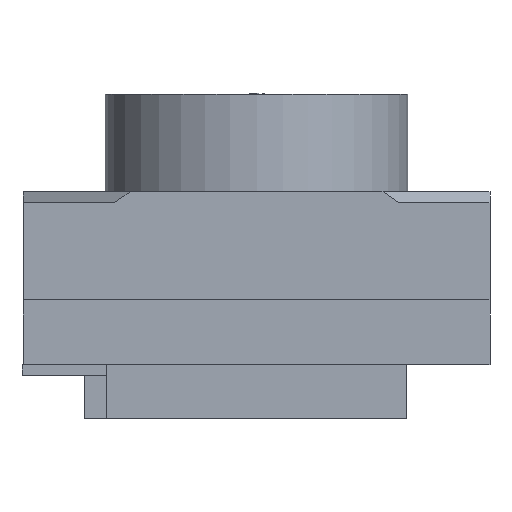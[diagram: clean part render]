
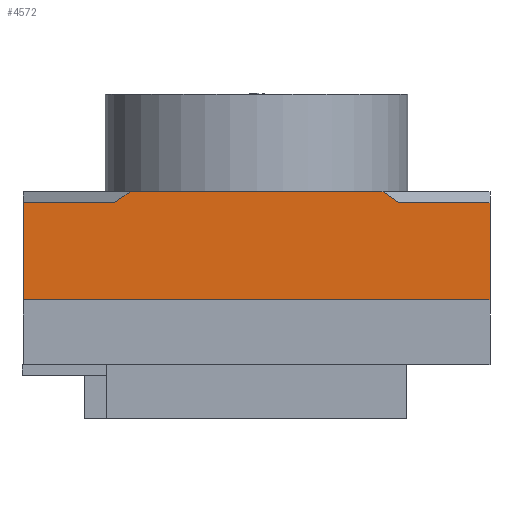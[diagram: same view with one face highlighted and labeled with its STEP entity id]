
A CAD part, front view. The second image highlights one B-rep face of the part: STEP entity #4572.
In plain terms, the highlighted planar face has unit normal (0, -1, 0).
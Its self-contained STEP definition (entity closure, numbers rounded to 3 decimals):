
#612=FACE_OUTER_BOUND('',#891,.T.);
#891=EDGE_LOOP('',(#4105,#4106,#4107,#4108,#4109,#4110,#4111,#4112));
#1331=LINE('',#8395,#1792);
#1333=LINE('',#8399,#1794);
#1334=LINE('',#8401,#1795);
#1335=LINE('',#8403,#1796);
#1336=LINE('',#8405,#1797);
#1337=LINE('',#8407,#1798);
#1338=LINE('',#8409,#1799);
#1339=LINE('',#8410,#1800);
#1792=VECTOR('',#5614,10.);
#1794=VECTOR('',#5618,10.);
#1795=VECTOR('',#5619,10.);
#1796=VECTOR('',#5620,10.);
#1797=VECTOR('',#5621,10.);
#1798=VECTOR('',#5622,10.);
#1799=VECTOR('',#5623,10.);
#1800=VECTOR('',#5624,10.);
#2231=VERTEX_POINT('',#8392);
#2232=VERTEX_POINT('',#8394);
#2233=VERTEX_POINT('',#8398);
#2234=VERTEX_POINT('',#8400);
#2235=VERTEX_POINT('',#8402);
#2236=VERTEX_POINT('',#8404);
#2237=VERTEX_POINT('',#8406);
#2238=VERTEX_POINT('',#8408);
#2859=EDGE_CURVE('',#2231,#2232,#1331,.T.);
#2861=EDGE_CURVE('',#2233,#2231,#1333,.T.);
#2862=EDGE_CURVE('',#2234,#2233,#1334,.T.);
#2863=EDGE_CURVE('',#2235,#2234,#1335,.T.);
#2864=EDGE_CURVE('',#2236,#2235,#1336,.T.);
#2865=EDGE_CURVE('',#2236,#2237,#1337,.T.);
#2866=EDGE_CURVE('',#2237,#2238,#1338,.T.);
#2867=EDGE_CURVE('',#2232,#2238,#1339,.T.);
#4105=ORIENTED_EDGE('',*,*,#2859,.F.);
#4106=ORIENTED_EDGE('',*,*,#2861,.F.);
#4107=ORIENTED_EDGE('',*,*,#2862,.F.);
#4108=ORIENTED_EDGE('',*,*,#2863,.F.);
#4109=ORIENTED_EDGE('',*,*,#2864,.F.);
#4110=ORIENTED_EDGE('',*,*,#2865,.T.);
#4111=ORIENTED_EDGE('',*,*,#2866,.T.);
#4112=ORIENTED_EDGE('',*,*,#2867,.F.);
#4321=PLANE('',#4829);
#4572=ADVANCED_FACE('',(#612),#4321,.T.);
#4829=AXIS2_PLACEMENT_3D('',#8397,#5616,#5617);
#5614=DIRECTION('',(0.816,0.,-0.577));
#5616=DIRECTION('center_axis',(0.,-1.,0.));
#5617=DIRECTION('ref_axis',(1.,0.,0.));
#5618=DIRECTION('',(1.,0.,0.));
#5619=DIRECTION('',(0.816,0.,0.577));
#5620=DIRECTION('',(1.,0.,0.));
#5621=DIRECTION('',(0.,0.,1.));
#5622=DIRECTION('',(1.,0.,0.));
#5623=DIRECTION('',(0.,0.,1.));
#5624=DIRECTION('',(1.,0.,0.));
#8392=CARTESIAN_POINT('',(2.925,-5.4,4.25));
#8394=CARTESIAN_POINT('',(3.279,-5.4,4.));
#8395=CARTESIAN_POINT('',(1.741,-5.4,5.087));
#8397=CARTESIAN_POINT('Origin',(-3.279,-5.4,1.75));
#8398=CARTESIAN_POINT('',(-2.925,-5.4,4.25));
#8399=CARTESIAN_POINT('',(-5.4,-5.4,4.25));
#8400=CARTESIAN_POINT('',(-3.279,-5.4,4.));
#8401=CARTESIAN_POINT('',(-4.28,-5.4,3.292));
#8402=CARTESIAN_POINT('',(-5.4,-5.4,4.));
#8403=CARTESIAN_POINT('',(-5.4,-5.4,4.));
#8404=CARTESIAN_POINT('',(-5.4,-5.4,1.75));
#8405=CARTESIAN_POINT('',(-5.4,-5.4,1.75));
#8406=CARTESIAN_POINT('',(5.4,-5.4,1.75));
#8407=CARTESIAN_POINT('',(-5.4,-5.4,1.75));
#8408=CARTESIAN_POINT('',(5.4,-5.4,4.));
#8409=CARTESIAN_POINT('',(5.4,-5.4,1.75));
#8410=CARTESIAN_POINT('',(-5.4,-5.4,4.));
